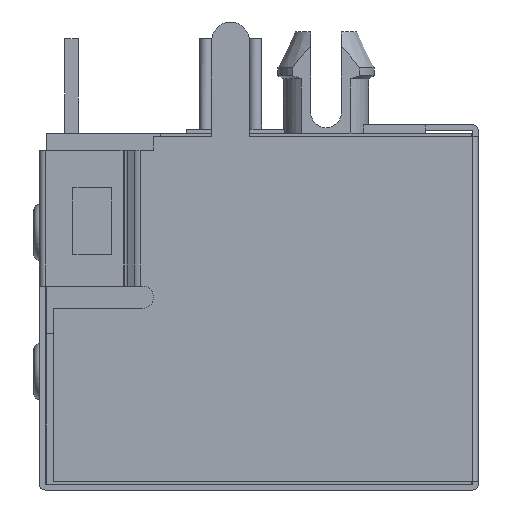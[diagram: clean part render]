
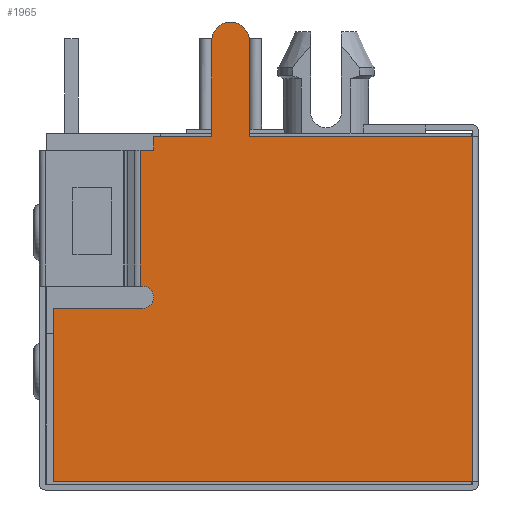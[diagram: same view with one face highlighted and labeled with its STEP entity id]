
A CAD part, front view. The second image highlights one B-rep face of the part: STEP entity #1965.
In plain terms, the highlighted planar face has unit normal (0, -1, 0).
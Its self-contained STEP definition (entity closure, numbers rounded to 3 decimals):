
#63=DIRECTION('',(0.,0.,-1.));
#64=VECTOR('',#63,12.4);
#65=CARTESIAN_POINT('',(0.,-47.505,6.35));
#66=LINE('',#65,#64);
#67=CARTESIAN_POINT('',(-11.85,-47.505,0.57));
#68=DIRECTION('',(0.,-1.,0.));
#69=DIRECTION('',(0.,0.,-1.));
#70=AXIS2_PLACEMENT_3D('',#67,#68,#69);
#72=CARTESIAN_POINT('',(-8.69,-47.505,9.78));
#73=DIRECTION('',(0.,1.,0.));
#74=DIRECTION('',(-1.,0.,0.));
#75=AXIS2_PLACEMENT_3D('',#72,#73,#74);
#77=DIRECTION('',(1.,0.,0.));
#78=VECTOR('',#77,8.015);
#79=CARTESIAN_POINT('',(-8.015,-47.505,6.35));
#80=LINE('',#79,#78);
#86=DIRECTION('',(1.,0.,0.));
#87=VECTOR('',#86,15.05);
#88=CARTESIAN_POINT('',(-15.05,-47.505,-6.05));
#89=LINE('',#88,#87);
#651=DIRECTION('',(-1.,0.,0.));
#652=VECTOR('',#651,0.485);
#653=CARTESIAN_POINT('',(-11.45,-47.505,5.85));
#654=LINE('',#653,#652);
#690=DIRECTION('',(1.,0.,0.));
#691=VECTOR('',#690,0.085);
#692=CARTESIAN_POINT('',(-11.935,-47.505,0.97));
#693=LINE('',#692,#691);
#724=DIRECTION('',(0.,0.,-1.));
#725=VECTOR('',#724,4.88);
#726=CARTESIAN_POINT('',(-11.935,-47.505,5.85));
#727=LINE('',#726,#725);
#728=DIRECTION('',(-1.,0.,0.));
#729=VECTOR('',#728,3.2);
#730=CARTESIAN_POINT('',(-11.85,-47.505,0.17));
#731=LINE('',#730,#729);
#740=DIRECTION('',(0.,0.,-1.));
#741=VECTOR('',#740,6.22);
#742=CARTESIAN_POINT('',(-15.05,-47.505,0.17));
#743=LINE('',#742,#741);
#788=DIRECTION('',(0.,0.,-1.));
#789=VECTOR('',#788,0.5);
#790=CARTESIAN_POINT('',(-11.45,-47.505,6.35));
#791=LINE('',#790,#789);
#800=DIRECTION('',(-1.,0.,0.));
#801=VECTOR('',#800,2.085);
#802=CARTESIAN_POINT('',(-9.365,-47.505,6.35));
#803=LINE('',#802,#801);
#812=DIRECTION('',(0.,0.,-1.));
#813=VECTOR('',#812,3.43);
#814=CARTESIAN_POINT('',(-9.365,-47.505,9.78));
#815=LINE('',#814,#813);
#828=DIRECTION('',(0.,0.,1.));
#829=VECTOR('',#828,3.43);
#830=CARTESIAN_POINT('',(-8.015,-47.505,6.35));
#831=LINE('',#830,#829);
#1451=CARTESIAN_POINT('',(0.,-47.505,6.35));
#1452=VERTEX_POINT('',#1451);
#1455=CARTESIAN_POINT('',(0.,-47.505,-6.05));
#1456=VERTEX_POINT('',#1455);
#1457=CARTESIAN_POINT('',(-11.85,-47.505,0.17));
#1458=CARTESIAN_POINT('',(-11.85,-47.505,0.97));
#1459=VERTEX_POINT('',#1457);
#1460=VERTEX_POINT('',#1458);
#1461=CARTESIAN_POINT('',(-9.365,-47.505,9.78));
#1462=CARTESIAN_POINT('',(-8.015,-47.505,9.78));
#1463=VERTEX_POINT('',#1461);
#1464=VERTEX_POINT('',#1462);
#1465=CARTESIAN_POINT('',(-8.015,-47.505,6.35));
#1466=VERTEX_POINT('',#1465);
#1469=CARTESIAN_POINT('',(-15.05,-47.505,-6.05));
#1470=VERTEX_POINT('',#1469);
#1656=CARTESIAN_POINT('',(-11.45,-47.505,5.85));
#1657=CARTESIAN_POINT('',(-11.935,-47.505,5.85));
#1658=VERTEX_POINT('',#1656);
#1659=VERTEX_POINT('',#1657);
#1670=CARTESIAN_POINT('',(-11.935,-47.505,0.97));
#1671=VERTEX_POINT('',#1670);
#1680=CARTESIAN_POINT('',(-15.05,-47.505,0.17));
#1681=VERTEX_POINT('',#1680);
#1686=CARTESIAN_POINT('',(-11.45,-47.505,6.35));
#1687=VERTEX_POINT('',#1686);
#1690=CARTESIAN_POINT('',(-9.365,-47.505,6.35));
#1691=VERTEX_POINT('',#1690);
#1932=CARTESIAN_POINT('',(-7.525,-47.505,2.203));
#1933=DIRECTION('',(0.,1.,0.));
#1934=DIRECTION('',(0.,0.,-1.));
#1935=AXIS2_PLACEMENT_3D('',#1932,#1933,#1934);
#1936=PLANE('',#1935);
#1937=ORIENTED_EDGE('',*,*,#1907,.T.);
#1939=ORIENTED_EDGE('',*,*,#1938,.F.);
#1941=ORIENTED_EDGE('',*,*,#1940,.F.);
#1943=ORIENTED_EDGE('',*,*,#1942,.F.);
#1945=ORIENTED_EDGE('',*,*,#1944,.T.);
#1947=ORIENTED_EDGE('',*,*,#1946,.F.);
#1949=ORIENTED_EDGE('',*,*,#1948,.F.);
#1951=ORIENTED_EDGE('',*,*,#1950,.F.);
#1953=ORIENTED_EDGE('',*,*,#1952,.F.);
#1955=ORIENTED_EDGE('',*,*,#1954,.F.);
#1957=ORIENTED_EDGE('',*,*,#1956,.F.);
#1959=ORIENTED_EDGE('',*,*,#1958,.T.);
#1961=ORIENTED_EDGE('',*,*,#1960,.F.);
#1962=ORIENTED_EDGE('',*,*,#1918,.T.);
#1963=EDGE_LOOP('',(#1937,#1939,#1941,#1943,#1945,#1947,#1949,#1951,#1953,#1955,
#1957,#1959,#1961,#1962));
#1964=FACE_OUTER_BOUND('',#1963,.F.);
#1965=ADVANCED_FACE('',(#1964),#1936,.F.);
#71=CIRCLE('',#70,0.4);
#76=CIRCLE('',#75,0.675);
#1907=EDGE_CURVE('',#1452,#1456,#66,.T.);
#1918=EDGE_CURVE('',#1466,#1452,#80,.T.);
#1938=EDGE_CURVE('',#1470,#1456,#89,.T.);
#1940=EDGE_CURVE('',#1681,#1470,#743,.T.);
#1942=EDGE_CURVE('',#1459,#1681,#731,.T.);
#1944=EDGE_CURVE('',#1459,#1460,#71,.T.);
#1946=EDGE_CURVE('',#1671,#1460,#693,.T.);
#1948=EDGE_CURVE('',#1659,#1671,#727,.T.);
#1950=EDGE_CURVE('',#1658,#1659,#654,.T.);
#1952=EDGE_CURVE('',#1687,#1658,#791,.T.);
#1954=EDGE_CURVE('',#1691,#1687,#803,.T.);
#1956=EDGE_CURVE('',#1463,#1691,#815,.T.);
#1958=EDGE_CURVE('',#1463,#1464,#76,.T.);
#1960=EDGE_CURVE('',#1466,#1464,#831,.T.);
